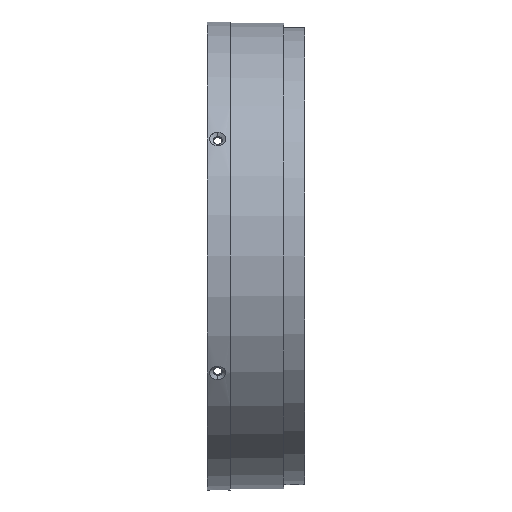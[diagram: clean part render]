
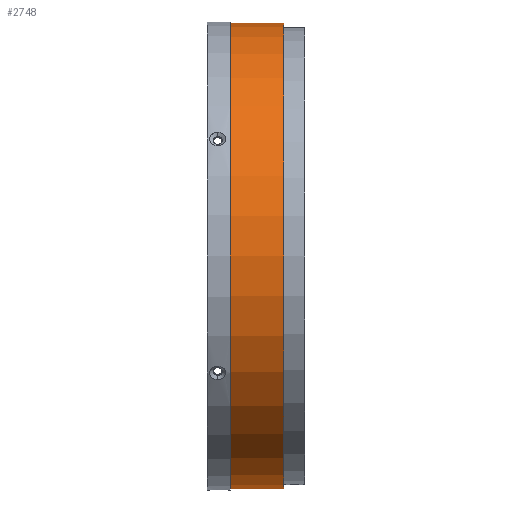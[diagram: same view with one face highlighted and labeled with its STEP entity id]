
A CAD part, front view. The second image highlights one B-rep face of the part: STEP entity #2748.
In plain terms, the highlighted cylindrical face has radius 83.439 mm (diameter 166.878 mm), a partial arc.
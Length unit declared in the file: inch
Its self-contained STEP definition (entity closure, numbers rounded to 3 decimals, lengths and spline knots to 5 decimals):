
#43 = ORIENTED_EDGE ( 'NONE', *, *, #2625, .T. ) ;
#71 = CIRCLE ( 'NONE', #210, 3.285 ) ;
#99 = VECTOR ( 'NONE', #2570, 39.37008 ) ;
#129 = DIRECTION ( 'NONE',  ( 0., 0., 1. ) ) ;
#210 = AXIS2_PLACEMENT_3D ( 'NONE', #2200, #646, #2178 ) ;
#358 = VERTEX_POINT ( 'NONE', #1566 ) ;
#414 = VECTOR ( 'NONE', #998, 39.37008 ) ;
#444 = EDGE_LOOP ( 'NONE', ( #1441, #604, #43, #1874 ) ) ;
#551 = VERTEX_POINT ( 'NONE', #2656 ) ;
#589 = LINE ( 'NONE', #2757, #414 ) ;
#604 = ORIENTED_EDGE ( 'NONE', *, *, #828, .T. ) ;
#646 = DIRECTION ( 'NONE',  ( -1., 0., 0. ) ) ;
#828 = EDGE_CURVE ( 'NONE', #551, #1660, #1827, .T. ) ;
#830 = VERTEX_POINT ( 'NONE', #2379 ) ;
#998 = DIRECTION ( 'NONE',  ( -1., 0., 0. ) ) ;
#1033 = CARTESIAN_POINT ( 'NONE',  ( 0.78, 0., 3. ) ) ;
#1258 = EDGE_CURVE ( 'NONE', #358, #830, #71, .T. ) ;
#1441 = ORIENTED_EDGE ( 'NONE', *, *, #2608, .F. ) ;
#1467 = DIRECTION ( 'NONE',  ( -1., 0., 0. ) ) ;
#1470 = FACE_OUTER_BOUND ( 'NONE', #444, .T. ) ;
#1472 = DIRECTION ( 'NONE',  ( -1., 0., 0. ) ) ;
#1566 = CARTESIAN_POINT ( 'NONE',  ( 0.03, 0., -0.285 ) ) ;
#1628 = CARTESIAN_POINT ( 'NONE',  ( -0.25, 0., -0.285 ) ) ;
#1641 = CARTESIAN_POINT ( 'NONE',  ( 0.78, 0., 6.285 ) ) ;
#1660 = VERTEX_POINT ( 'NONE', #1641 ) ;
#1715 = DIRECTION ( 'NONE',  ( 0., 0., 1. ) ) ;
#1824 = AXIS2_PLACEMENT_3D ( 'NONE', #2364, #1472, #129 ) ;
#1827 = CIRCLE ( 'NONE', #2679, 3.285 ) ;
#1874 = ORIENTED_EDGE ( 'NONE', *, *, #1258, .F. ) ;
#2056 = CYLINDRICAL_SURFACE ( 'NONE', #1824, 3.285 ) ;
#2178 = DIRECTION ( 'NONE',  ( 0., 0., 1. ) ) ;
#2197 = LINE ( 'NONE', #1628, #99 ) ;
#2200 = CARTESIAN_POINT ( 'NONE',  ( 0.03, 0., 3. ) ) ;
#2364 = CARTESIAN_POINT ( 'NONE',  ( -0.25, 0., 3. ) ) ;
#2379 = CARTESIAN_POINT ( 'NONE',  ( 0.03, 0., 6.285 ) ) ;
#2570 = DIRECTION ( 'NONE',  ( -1., 0., 0. ) ) ;
#2608 = EDGE_CURVE ( 'NONE', #551, #358, #2197, .T. ) ;
#2625 = EDGE_CURVE ( 'NONE', #1660, #830, #589, .T. ) ;
#2656 = CARTESIAN_POINT ( 'NONE',  ( 0.78, 0., -0.285 ) ) ;
#2679 = AXIS2_PLACEMENT_3D ( 'NONE', #1033, #1467, #1715 ) ;
#2748 = ADVANCED_FACE ( 'NONE', ( #1470 ), #2056, .T. ) ;
#2757 = CARTESIAN_POINT ( 'NONE',  ( -0.25, 0., 6.285 ) ) ;
